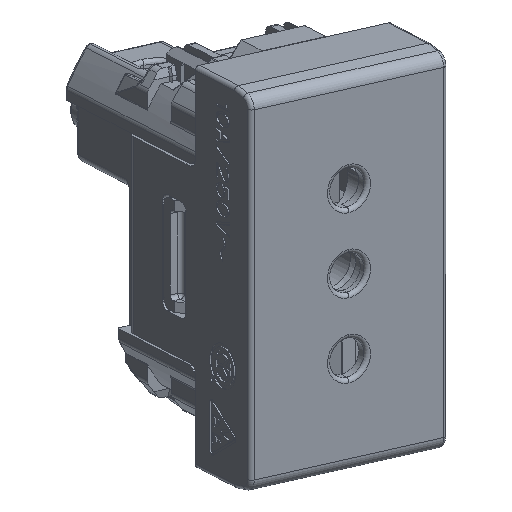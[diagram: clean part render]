
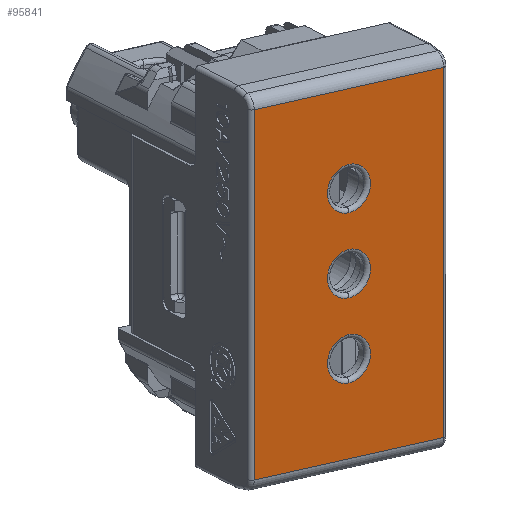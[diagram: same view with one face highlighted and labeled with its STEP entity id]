
A CAD part, top view. The second image highlights one B-rep face of the part: STEP entity #95841.
In plain terms, the highlighted face is planar.
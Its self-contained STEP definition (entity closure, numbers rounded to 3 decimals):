
#95687=CARTESIAN_POINT('Vertex',(11.9,-20.662,10.5)) ;
#95690=CARTESIAN_POINT('Line Origine',(0.,-20.662,10.5)) ;
#95694=CARTESIAN_POINT('Vertex',(-11.9,-20.662,10.5)) ;
#95757=CARTESIAN_POINT('Axis2P3D Location',(0.,-21.921,10.5)) ;
#95762=CARTESIAN_POINT('Line Origine',(-11.9,0.,10.5)) ;
#95766=CARTESIAN_POINT('Vertex',(-11.9,20.662,10.5)) ;
#95769=CARTESIAN_POINT('Line Origine',(11.9,0.,10.5)) ;
#95773=CARTESIAN_POINT('Vertex',(11.9,20.662,10.5)) ;
#95776=CARTESIAN_POINT('Line Origine',(0.,20.662,10.5)) ;
#95787=CARTESIAN_POINT('Axis2P3D Location',(0.,9.5,10.5)) ;
#95791=CARTESIAN_POINT('Vertex',(0.,6.8,10.5)) ;
#95793=CARTESIAN_POINT('Vertex',(0.,12.2,10.5)) ;
#95796=CARTESIAN_POINT('Axis2P3D Location',(0.,9.5,10.5)) ;
#95805=CARTESIAN_POINT('Axis2P3D Location',(0.,0.,10.5)) ;
#95809=CARTESIAN_POINT('Vertex',(0.,-2.7,10.5)) ;
#95811=CARTESIAN_POINT('Vertex',(0.,2.7,10.5)) ;
#95814=CARTESIAN_POINT('Axis2P3D Location',(0.,0.,10.5)) ;
#95823=CARTESIAN_POINT('Axis2P3D Location',(0.,-9.5,10.5)) ;
#95827=CARTESIAN_POINT('Vertex',(0.,-12.2,10.5)) ;
#95829=CARTESIAN_POINT('Vertex',(0.,-6.8,10.5)) ;
#95832=CARTESIAN_POINT('Axis2P3D Location',(0.,-9.5,10.5)) ;
#95691=DIRECTION('Vector Direction',(1.,0.,0.)) ;
#95758=DIRECTION('Axis2P3D Direction',(0.,0.,-1.)) ;
#95759=DIRECTION('Axis2P3D XDirection',(0.,1.,0.)) ;
#95763=DIRECTION('Vector Direction',(0.,1.,0.)) ;
#95770=DIRECTION('Vector Direction',(0.,1.,0.)) ;
#95777=DIRECTION('Vector Direction',(1.,0.,0.)) ;
#95788=DIRECTION('Axis2P3D Direction',(0.,0.,-1.)) ;
#95797=DIRECTION('Axis2P3D Direction',(0.,0.,-1.)) ;
#95806=DIRECTION('Axis2P3D Direction',(0.,0.,-1.)) ;
#95815=DIRECTION('Axis2P3D Direction',(0.,0.,-1.)) ;
#95824=DIRECTION('Axis2P3D Direction',(0.,0.,-1.)) ;
#95833=DIRECTION('Axis2P3D Direction',(0.,0.,-1.)) ;
#95760=AXIS2_PLACEMENT_3D('Plane Axis2P3D',#95757,#95758,#95759) ;
#95789=AXIS2_PLACEMENT_3D('Circle Axis2P3D',#95787,#95788,$) ;
#95798=AXIS2_PLACEMENT_3D('Circle Axis2P3D',#95796,#95797,$) ;
#95807=AXIS2_PLACEMENT_3D('Circle Axis2P3D',#95805,#95806,$) ;
#95816=AXIS2_PLACEMENT_3D('Circle Axis2P3D',#95814,#95815,$) ;
#95825=AXIS2_PLACEMENT_3D('Circle Axis2P3D',#95823,#95824,$) ;
#95834=AXIS2_PLACEMENT_3D('Circle Axis2P3D',#95832,#95833,$) ;
#95782=ORIENTED_EDGE('',*,*,#95768,.F.) ;
#95783=ORIENTED_EDGE('',*,*,#95696,.T.) ;
#95784=ORIENTED_EDGE('',*,*,#95775,.T.) ;
#95785=ORIENTED_EDGE('',*,*,#95780,.F.) ;
#95802=ORIENTED_EDGE('',*,*,#95795,.T.) ;
#95803=ORIENTED_EDGE('',*,*,#95800,.T.) ;
#95820=ORIENTED_EDGE('',*,*,#95813,.T.) ;
#95821=ORIENTED_EDGE('',*,*,#95818,.T.) ;
#95838=ORIENTED_EDGE('',*,*,#95831,.T.) ;
#95839=ORIENTED_EDGE('',*,*,#95836,.T.) ;
#95804=FACE_BOUND('',#95801,.T.) ;
#95822=FACE_BOUND('',#95819,.T.) ;
#95840=FACE_BOUND('',#95837,.T.) ;
#95692=VECTOR('Line Direction',#95691,1.) ;
#95764=VECTOR('Line Direction',#95763,1.) ;
#95771=VECTOR('Line Direction',#95770,1.) ;
#95778=VECTOR('Line Direction',#95777,1.) ;
#95841=ADVANCED_FACE('Body.14 ( DR3685 - wsp *MASTER -  -Non Smart-  _con_errore_durante_l''aggiornamento )',(#95786,#95804,#95822,#95840),#95761,.F.) ;
#95790=CIRCLE('generated circle',#95789,2.7) ;
#95799=CIRCLE('generated circle',#95798,2.7) ;
#95808=CIRCLE('generated circle',#95807,2.7) ;
#95817=CIRCLE('generated circle',#95816,2.7) ;
#95826=CIRCLE('generated circle',#95825,2.7) ;
#95835=CIRCLE('generated circle',#95834,2.7) ;
#95696=EDGE_CURVE('',#95695,#95688,#95693,.T.) ;
#95768=EDGE_CURVE('',#95695,#95767,#95765,.T.) ;
#95775=EDGE_CURVE('',#95688,#95774,#95772,.T.) ;
#95780=EDGE_CURVE('',#95767,#95774,#95779,.T.) ;
#95795=EDGE_CURVE('',#95792,#95794,#95790,.T.) ;
#95800=EDGE_CURVE('',#95794,#95792,#95799,.T.) ;
#95813=EDGE_CURVE('',#95810,#95812,#95808,.T.) ;
#95818=EDGE_CURVE('',#95812,#95810,#95817,.T.) ;
#95831=EDGE_CURVE('',#95828,#95830,#95826,.T.) ;
#95836=EDGE_CURVE('',#95830,#95828,#95835,.T.) ;
#95781=EDGE_LOOP('',(#95782,#95783,#95784,#95785)) ;
#95801=EDGE_LOOP('',(#95802,#95803)) ;
#95819=EDGE_LOOP('',(#95820,#95821)) ;
#95837=EDGE_LOOP('',(#95838,#95839)) ;
#95786=FACE_OUTER_BOUND('',#95781,.T.) ;
#95693=LINE('Line',#95690,#95692) ;
#95765=LINE('Line',#95762,#95764) ;
#95772=LINE('Line',#95769,#95771) ;
#95779=LINE('Line',#95776,#95778) ;
#95761=PLANE('',#95760) ;
#95688=VERTEX_POINT('',#95687) ;
#95695=VERTEX_POINT('',#95694) ;
#95767=VERTEX_POINT('',#95766) ;
#95774=VERTEX_POINT('',#95773) ;
#95792=VERTEX_POINT('',#95791) ;
#95794=VERTEX_POINT('',#95793) ;
#95810=VERTEX_POINT('',#95809) ;
#95812=VERTEX_POINT('',#95811) ;
#95828=VERTEX_POINT('',#95827) ;
#95830=VERTEX_POINT('',#95829) ;
